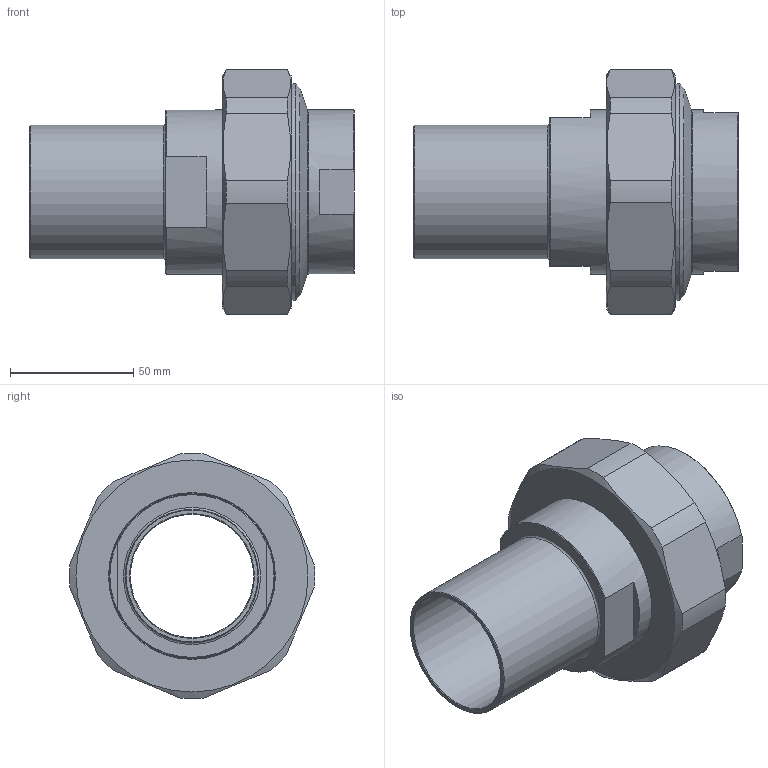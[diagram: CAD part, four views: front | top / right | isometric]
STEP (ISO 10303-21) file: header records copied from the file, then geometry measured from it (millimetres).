
FILE_DESCRIPTION(/* description */ (''),/* implementation_level */ '2;1');
FILE_NAME(/* name */ '3D_R666-PE-G-54-DN80-DN50_171130950.stp',/* time_stamp */ '2021-07-16T09:45:06+02:00',/* author */ ('cad'),/* organization */ (''),/* preprocessor_version */ 'ST-DEVELOPER v18.1',/* originating_system */ 'Autodesk Inventor 2022',/* authorisation */ '');
FILE_SCHEMA (('AUTOMOTIVE_DESIGN { 1 0 10303 214 3 1 1 }'));
Length unit declared in the file: millimetre
Products named in the file (4): 3D_R666-PE-G-54-DN80-DN50_171130950; 3D_R666-M-DN80_17113980; 3D_R666-G-DN50-DN80_17113565; 3D_R666-PE-54-DN80_17113488
Assembly tree (3 placements, depth 2):
  3D_R666-PE-G-54-DN80-DN50_171130950
    3D_R666-M-DN80_17113980
    3D_R666-G-DN50-DN80_17113565
    3D_R666-PE-54-DN80_17113488
Bounding box: 131.5 x 99.48 x 99.45 mm (x, y, z)
Volume: 223803.5 mm3; surface area: 82077.5 mm2
Topology: 3 solids, 3 shells, 65 faces, 164 edges, 108 vertices
Faces by surface type: plane 25, cone 19, cylinder 17, torus 4
Full cylindrical faces by diameter (mm): 50 x1, 54 x1, 56.656 x1, 66.5 x2, 67 x1, 82 x1, 84.926 x1, 87.8 x1
Entity records: 2121 total; most frequent: CARTESIAN_POINT 392, DIRECTION 368, ORIENTED_EDGE 328, EDGE_CURVE 164, AXIS2_PLACEMENT_3D 156, VERTEX_POINT 108, CIRCLE 84, EDGE_LOOP 74
